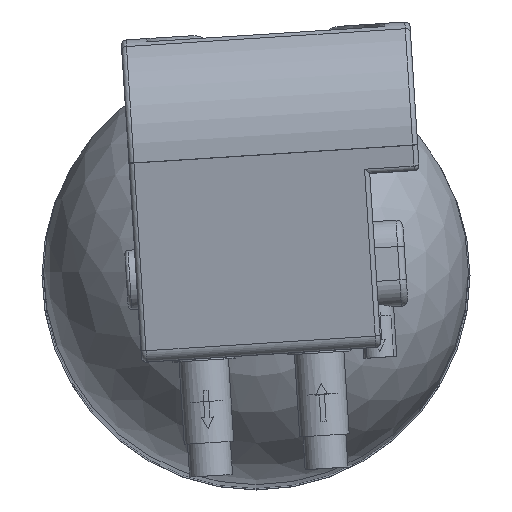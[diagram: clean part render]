
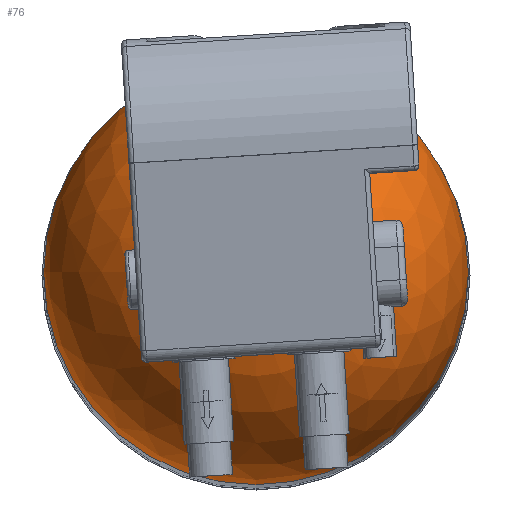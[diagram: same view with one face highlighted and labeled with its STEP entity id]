
A CAD part, top view. The second image highlights one B-rep face of the part: STEP entity #76.
In plain terms, the highlighted spherical face has radius 128.5 mm.
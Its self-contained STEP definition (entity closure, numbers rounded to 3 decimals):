
#76=ADVANCED_FACE('',(#5332,#5334),#5336,.T.);
#5332=FACE_OUTER_BOUND('',#5333,.T.);
#5333=EDGE_LOOP('',(#9566));
#5334=FACE_OUTER_BOUND('',#5335,.T.);
#5335=EDGE_LOOP('',(#9567));
#5336=SPHERICAL_SURFACE('',#5337,128.5);
#5337=AXIS2_PLACEMENT_3D('',#5338,#5339,#5340);
#5338=CARTESIAN_POINT('',(0.,0.,996.798));
#5339=DIRECTION('',(0.,-0.,-1.));
#5340=DIRECTION('',(-1.,0.,0.));
#9566=ORIENTED_EDGE('',*,*,#12717,.T.);
#9567=ORIENTED_EDGE('',*,*,#12719,.F.);
#12717=EDGE_CURVE('',#14295,#14295,#14296,.T.);
#12719=EDGE_CURVE('',#14299,#14299,#14300,.T.);
#14295=VERTEX_POINT('',#16930);
#14296=CIRCLE('',#16931,38.);
#14299=VERTEX_POINT('',#16940);
#14300=CIRCLE('',#16941,128.5);
#16930=CARTESIAN_POINT('',(-38.,0.,1119.551));
#16931=AXIS2_PLACEMENT_3D('',#16932,#16933,#16934);
#16932=CARTESIAN_POINT('',(0.,0.,1119.551));
#16933=DIRECTION('',(0.,0.,-1.));
#16934=DIRECTION('',(-1.,0.,0.));
#16940=CARTESIAN_POINT('',(-128.5,0.,996.798));
#16941=AXIS2_PLACEMENT_3D('',#16942,#16943,#16944);
#16942=CARTESIAN_POINT('',(0.,0.,996.798));
#16943=DIRECTION('',(0.,0.,-1.));
#16944=DIRECTION('',(-1.,0.,0.));
